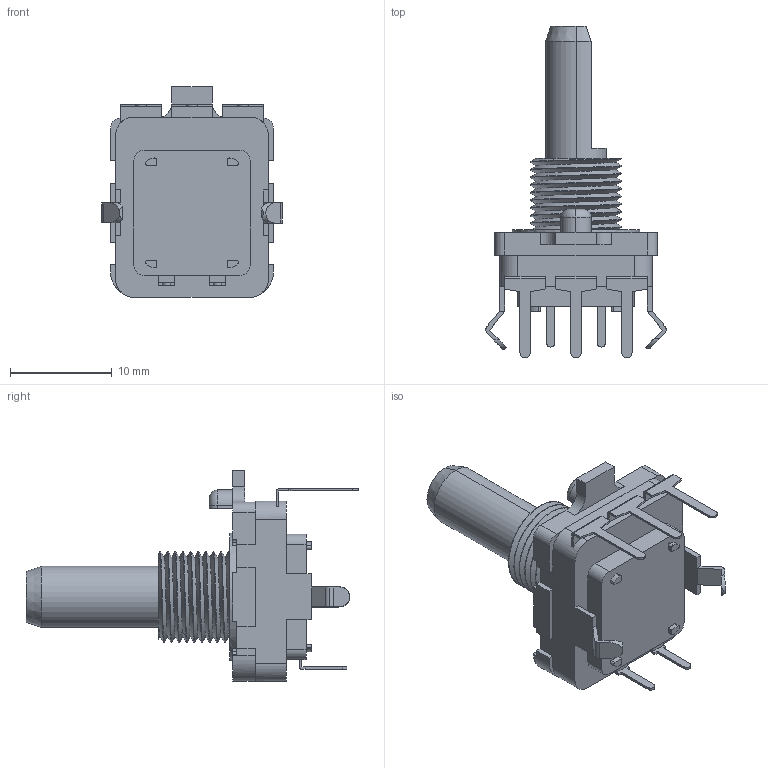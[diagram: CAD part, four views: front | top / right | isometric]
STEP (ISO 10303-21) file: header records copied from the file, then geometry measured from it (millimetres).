
FILE_DESCRIPTION (( 'STEP AP214' ), '1' );
FILE_NAME ('PEC16-4120F-S0012.STEP', '2023-05-22T16:27:55', ( '' ), ( '' ), 'SwSTEP 2.0', 'SolidWorks 2023', '' );
FILE_SCHEMA (( 'AUTOMOTIVE_DESIGN' ));
Length unit declared in the file: inch
Products named in the file (3): PEC16-4X20F-SXXXX; PEC16-4120F-S0012; PEC16-4X20F-SXXXX_2
Assembly tree (2 placements, depth 2):
  PEC16-4120F-S0012
    PEC16-4X20F-SXXXX
    PEC16-4X20F-SXXXX_2
Bounding box: 17.7 x 32.6 x 20.7 mm (x, y, z)
Volume: 1985.1 mm3; surface area: 2373.9 mm2
Topology: 2 solids, 6 shells, 287 faces, 834 edges, 572 vertices
Faces by surface type: plane 174, cylinder 97, cone 7, bspline 7, torus 2
Entity records: 17204 total; most frequent: CARTESIAN_POINT 9740, ORIENTED_EDGE 1668, DIRECTION 1356, EDGE_CURVE 834, VERTEX_POINT 572, VECTOR 510, LINE 510, AXIS2_PLACEMENT_3D 423
